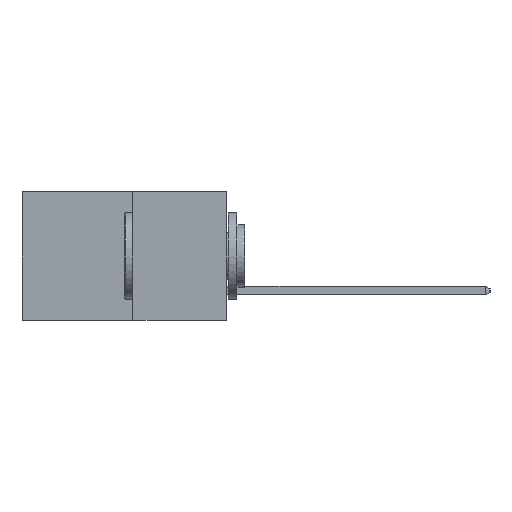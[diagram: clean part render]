
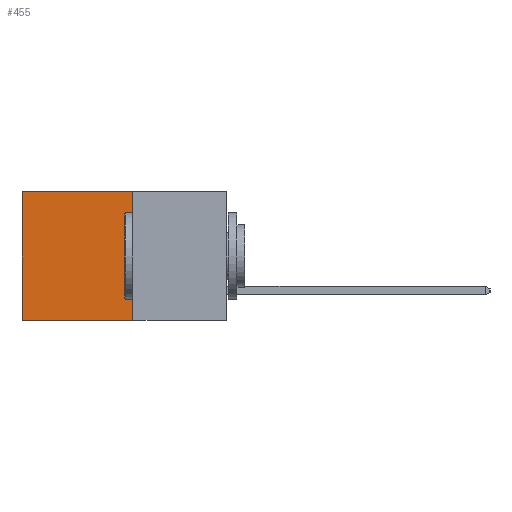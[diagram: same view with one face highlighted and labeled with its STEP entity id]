
A CAD part, left-side view. The second image highlights one B-rep face of the part: STEP entity #455.
In plain terms, the highlighted planar face has unit normal (-1, 0, 0).
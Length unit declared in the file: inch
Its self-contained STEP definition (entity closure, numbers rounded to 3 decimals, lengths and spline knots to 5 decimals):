
#51 = VECTOR ( 'NONE', #4643, 39.37008 ) ;
#134 = ORIENTED_EDGE ( 'NONE', *, *, #4954, .F. ) ;
#455 = ADVANCED_FACE ( 'NONE', ( #9067 ), #1811, .F. ) ;
#575 = ORIENTED_EDGE ( 'NONE', *, *, #4969, .F. ) ;
#964 = VECTOR ( 'NONE', #4387, 39.37008 ) ;
#1557 = CARTESIAN_POINT ( 'NONE',  ( 0.277, 0.27, -0.37 ) ) ;
#1653 = LINE ( 'NONE', #4715, #3691 ) ;
#1811 = PLANE ( 'NONE',  #8074 ) ;
#2129 = ORIENTED_EDGE ( 'NONE', *, *, #10965, .T. ) ;
#2189 = CARTESIAN_POINT ( 'NONE',  ( 0.277, 0.59, 0. ) ) ;
#2207 = LINE ( 'NONE', #10487, #51 ) ;
#3318 = CARTESIAN_POINT ( 'NONE',  ( 0.277, 0.27, -0.37 ) ) ;
#3691 = VECTOR ( 'NONE', #4752, 39.37008 ) ;
#3879 = EDGE_CURVE ( 'NONE', #9868, #5845, #7615, .T. ) ;
#4387 = DIRECTION ( 'NONE',  ( 0., 0., -1. ) ) ;
#4467 = DIRECTION ( 'NONE',  ( 0., 0., -1. ) ) ;
#4474 = CARTESIAN_POINT ( 'NONE',  ( 0.277, 0.59, -0.37 ) ) ;
#4490 = CARTESIAN_POINT ( 'NONE',  ( 0.277, 0.27, -0.37 ) ) ;
#4553 = DIRECTION ( 'NONE',  ( 0., 0., -1. ) ) ;
#4643 = DIRECTION ( 'NONE',  ( 0., 1., 0. ) ) ;
#4715 = CARTESIAN_POINT ( 'NONE',  ( 0.277, 0.27, -0.37 ) ) ;
#4752 = DIRECTION ( 'NONE',  ( 0., 1., 0. ) ) ;
#4954 = EDGE_CURVE ( 'NONE', #6469, #5845, #1653, .T. ) ;
#4969 = EDGE_CURVE ( 'NONE', #8153, #6469, #8222, .T. ) ;
#5675 = EDGE_LOOP ( 'NONE', ( #8495, #134, #575, #2129 ) ) ;
#5845 = VERTEX_POINT ( 'NONE', #7216 ) ;
#6469 = VERTEX_POINT ( 'NONE', #3318 ) ;
#7216 = CARTESIAN_POINT ( 'NONE',  ( 0.277, 0.59, -0.37 ) ) ;
#7615 = LINE ( 'NONE', #4474, #964 ) ;
#8074 = AXIS2_PLACEMENT_3D ( 'NONE', #1557, #10834, #4467 ) ;
#8153 = VERTEX_POINT ( 'NONE', #10912 ) ;
#8222 = LINE ( 'NONE', #4490, #10128 ) ;
#8495 = ORIENTED_EDGE ( 'NONE', *, *, #3879, .T. ) ;
#9067 = FACE_OUTER_BOUND ( 'NONE', #5675, .T. ) ;
#9868 = VERTEX_POINT ( 'NONE', #2189 ) ;
#10128 = VECTOR ( 'NONE', #4553, 39.37008 ) ;
#10487 = CARTESIAN_POINT ( 'NONE',  ( 0.277, 0.27, 0. ) ) ;
#10834 = DIRECTION ( 'NONE',  ( 1., 0., 0. ) ) ;
#10912 = CARTESIAN_POINT ( 'NONE',  ( 0.277, 0.27, 0. ) ) ;
#10965 = EDGE_CURVE ( 'NONE', #8153, #9868, #2207, .T. ) ;
